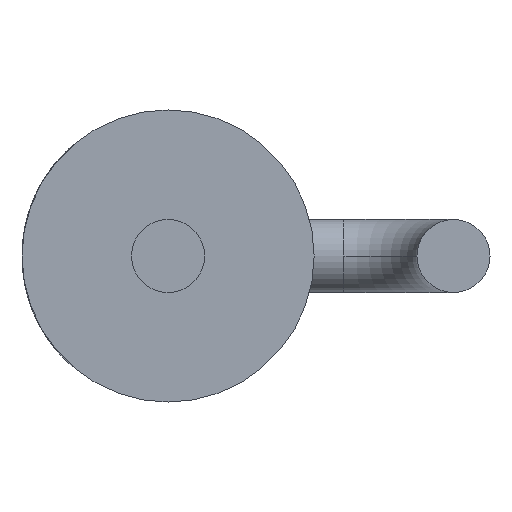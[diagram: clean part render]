
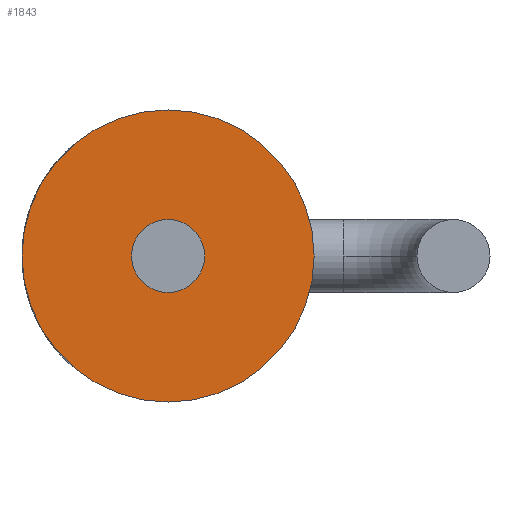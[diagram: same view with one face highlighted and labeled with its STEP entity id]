
A CAD part, front view. The second image highlights one B-rep face of the part: STEP entity #1843.
In plain terms, the highlighted planar face has unit normal (0, -1, 0).
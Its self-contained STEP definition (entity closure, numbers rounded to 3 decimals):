
#51 = EDGE_LOOP ( 'NONE', ( #1225, #1204 ) ) ;
#379 = EDGE_CURVE ( 'NONE', #2408, #1951, #2429, .T. ) ;
#465 = FACE_BOUND ( 'NONE', #51, .T. ) ;
#492 = CARTESIAN_POINT ( 'NONE',  ( -0.325, 1., 0. ) ) ;
#586 = AXIS2_PLACEMENT_3D ( 'NONE', #3370, #1800, #3355 ) ;
#668 = AXIS2_PLACEMENT_3D ( 'NONE', #1794, #2382, #824 ) ;
#714 = ORIENTED_EDGE ( 'NONE', *, *, #3397, .F. ) ;
#715 = DIRECTION ( 'NONE',  ( 0., 1., 0. ) ) ;
#721 = AXIS2_PLACEMENT_3D ( 'NONE', #2551, #743, #974 ) ;
#743 = DIRECTION ( 'NONE',  ( 0., -1., 0. ) ) ;
#824 = DIRECTION ( 'NONE',  ( 0., 0., 1. ) ) ;
#974 = DIRECTION ( 'NONE',  ( 0., 0., 1. ) ) ;
#1077 = EDGE_CURVE ( 'NONE', #1951, #2408, #1747, .T. ) ;
#1101 = CARTESIAN_POINT ( 'NONE',  ( 0., 1., 0. ) ) ;
#1166 = PLANE ( 'NONE',  #1650 ) ;
#1204 = ORIENTED_EDGE ( 'NONE', *, *, #379, .F. ) ;
#1225 = ORIENTED_EDGE ( 'NONE', *, *, #1077, .F. ) ;
#1391 = EDGE_CURVE ( 'NONE', #1838, #2440, #2486, .T. ) ;
#1650 = AXIS2_PLACEMENT_3D ( 'NONE', #3082, #715, #1749 ) ;
#1660 = CARTESIAN_POINT ( 'NONE',  ( 0.325, 1., 0. ) ) ;
#1714 = CARTESIAN_POINT ( 'NONE',  ( 0., 1., -1.3 ) ) ;
#1747 = CIRCLE ( 'NONE', #721, 0.325 ) ;
#1749 = DIRECTION ( 'NONE',  ( 0., 0., 1. ) ) ;
#1794 = CARTESIAN_POINT ( 'NONE',  ( 0., 1., 0. ) ) ;
#1800 = DIRECTION ( 'NONE',  ( 0., 1., 0. ) ) ;
#1838 = VERTEX_POINT ( 'NONE', #1714 ) ;
#1843 = ADVANCED_FACE ( 'NONE', ( #465, #2494 ), #1166, .F. ) ;
#1899 = DIRECTION ( 'NONE',  ( 0., 0., 1. ) ) ;
#1951 = VERTEX_POINT ( 'NONE', #1660 ) ;
#2051 = CIRCLE ( 'NONE', #586, 1.3 ) ;
#2171 = DIRECTION ( 'NONE',  ( 0., 1., 0. ) ) ;
#2326 = AXIS2_PLACEMENT_3D ( 'NONE', #1101, #2171, #1899 ) ;
#2382 = DIRECTION ( 'NONE',  ( 0., -1., 0. ) ) ;
#2408 = VERTEX_POINT ( 'NONE', #492 ) ;
#2429 = CIRCLE ( 'NONE', #668, 0.325 ) ;
#2440 = VERTEX_POINT ( 'NONE', #3076 ) ;
#2486 = CIRCLE ( 'NONE', #2326, 1.3 ) ;
#2494 = FACE_OUTER_BOUND ( 'NONE', #3342, .T. ) ;
#2551 = CARTESIAN_POINT ( 'NONE',  ( 0., 1., 0. ) ) ;
#2943 = ORIENTED_EDGE ( 'NONE', *, *, #1391, .F. ) ;
#3076 = CARTESIAN_POINT ( 'NONE',  ( 0., 1., 1.3 ) ) ;
#3082 = CARTESIAN_POINT ( 'NONE',  ( 0., 1., 0. ) ) ;
#3342 = EDGE_LOOP ( 'NONE', ( #2943, #714 ) ) ;
#3355 = DIRECTION ( 'NONE',  ( 0., 0., 1. ) ) ;
#3370 = CARTESIAN_POINT ( 'NONE',  ( 0., 1., 0. ) ) ;
#3397 = EDGE_CURVE ( 'NONE', #2440, #1838, #2051, .T. ) ;
